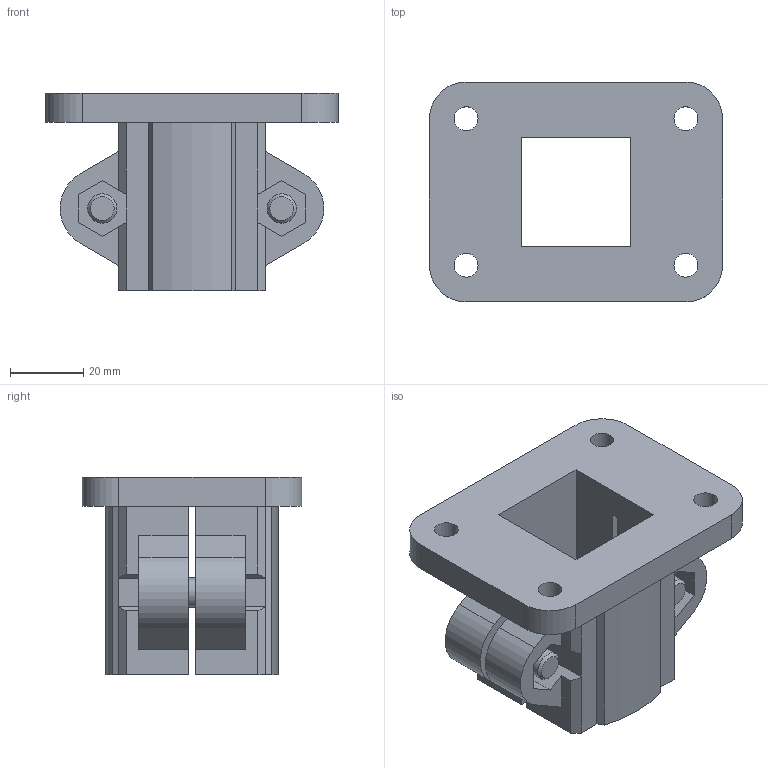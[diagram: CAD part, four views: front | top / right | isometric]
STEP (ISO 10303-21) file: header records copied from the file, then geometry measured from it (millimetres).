
FILE_DESCRIPTION( ( 'STEP AP214' ), '1' );
FILE_NAME( 'K0478.30.stp', '2020-12-08T09:54:51', ( '' ), ( '' ), ' ', 'PARTsolutions', ' ' );
FILE_SCHEMA( ( 'AUTOMOTIVE_DESIGN { 1 0 10303 214 1 1 1 1 }' ) );
Length unit declared in the file: millimetre
Products named in the file (1): _K0478.30
Bounding box: 80 x 60 x 54 mm (x, y, z)
Volume: 82346.8 mm3; surface area: 30737 mm2
Topology: 1 solids, 1 shells, 120 faces, 338 edges, 226 vertices
Faces by surface type: plane 98, cylinder 20, cone 2
Full cylindrical faces by diameter (mm): 6.5 x4, 8 x4, 13 x2
Entity records: 4748 total; most frequent: CARTESIAN_POINT 665, ORIENTED_EDGE 644, DIRECTION 606, EDGE_CURVE 322, LINE 280, VECTOR 280, VERTEX_POINT 222, AXIS2_PLACEMENT_3D 163
